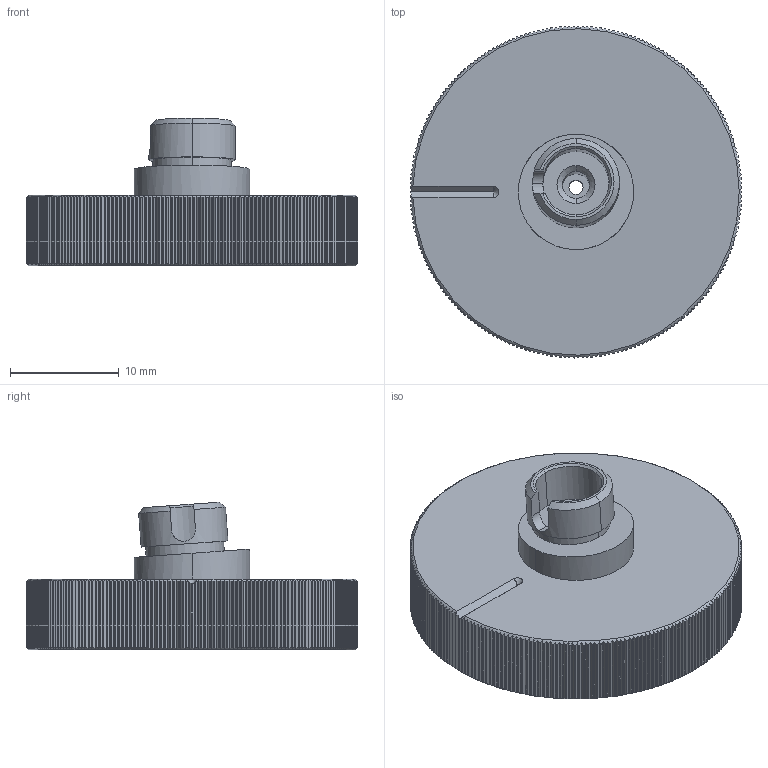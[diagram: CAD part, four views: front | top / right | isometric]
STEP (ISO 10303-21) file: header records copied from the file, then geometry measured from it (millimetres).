
FILE_DESCRIPTION (( 'STEP AP203' ), '1' );
FILE_NAME ('528308｣ｬｹ簪ﾋｷｨﾀｼ FC-APCｽﾓﾍｷ SM1κﾂﾝﾎﾆ.STEP', '2023-07-28T05:45:35', ( 'Windows User' ), ( 'P R C' ), 'SwSTEP 2.0', 'SolidWorks 2020', '' );
FILE_SCHEMA (( 'CONFIG_CONTROL_DESIGN' ));
Length unit declared in the file: millimetre
Products named in the file (1): 528308，光纤法兰 FC-APC接头 SM1內螺纹
Bounding box: 30.5 x 30.5 x 13.57 mm (x, y, z)
Volume: 2537.3 mm3; surface area: 2939.9 mm2
Topology: 1 solids, 1 shells, 747 faces, 2208 edges, 1468 vertices
Faces by surface type: plane 481, cylinder 252, cone 12, bspline 2
Entity records: 26224 total; most frequent: CARTESIAN_POINT 7590, ORIENTED_EDGE 4414, DIRECTION 3256, EDGE_CURVE 2207, VERTEX_POINT 1468, AXIS2_PLACEMENT_3D 1255, B_SPLINE_CURVE_WITH_KNOTS 948, EDGE_LOOP 755
